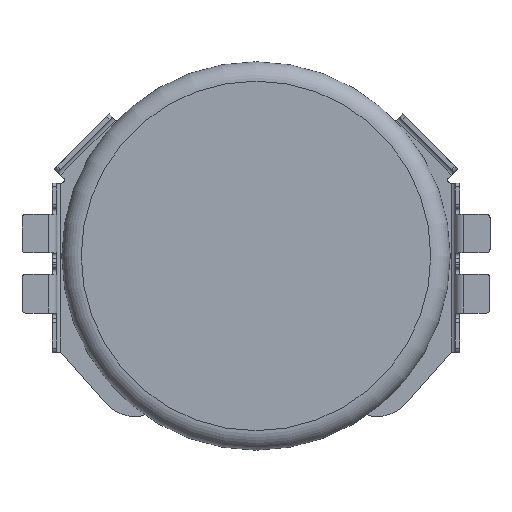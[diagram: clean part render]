
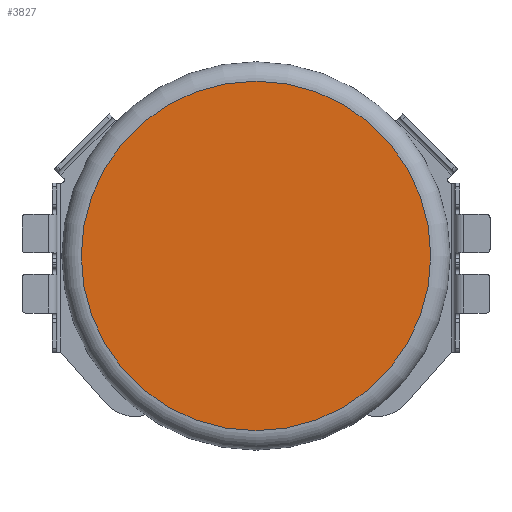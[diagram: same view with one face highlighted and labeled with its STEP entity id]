
A CAD part, top view. The second image highlights one B-rep face of the part: STEP entity #3827.
In plain terms, the highlighted face is planar.
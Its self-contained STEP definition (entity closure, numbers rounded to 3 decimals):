
#156=PLANE('',#4292);
#448=FACE_OUTER_BOUND('',#670,.T.);
#670=EDGE_LOOP('',(#3508));
#893=CIRCLE('',#4290,9.);
#1808=VERTEX_POINT('',#8070);
#2380=EDGE_CURVE('',#1808,#1808,#893,.T.);
#3508=ORIENTED_EDGE('',*,*,#2380,.F.);
#3827=ADVANCED_FACE('',(#448),#156,.F.);
#4290=AXIS2_PLACEMENT_3D('',#8071,#5447,#5448);
#4292=AXIS2_PLACEMENT_3D('',#8073,#5451,#5452);
#5447=DIRECTION('center_axis',(0.,0.,1.));
#5448=DIRECTION('ref_axis',(-0.786,0.619,0.));
#5451=DIRECTION('center_axis',(0.,0.,1.));
#5452=DIRECTION('ref_axis',(1.,0.,0.));
#8070=CARTESIAN_POINT('',(9.,0.445,0.));
#8071=CARTESIAN_POINT('Origin',(0.,0.445,
0.));
#8073=CARTESIAN_POINT('Origin',(0.,-8.555,0.));
